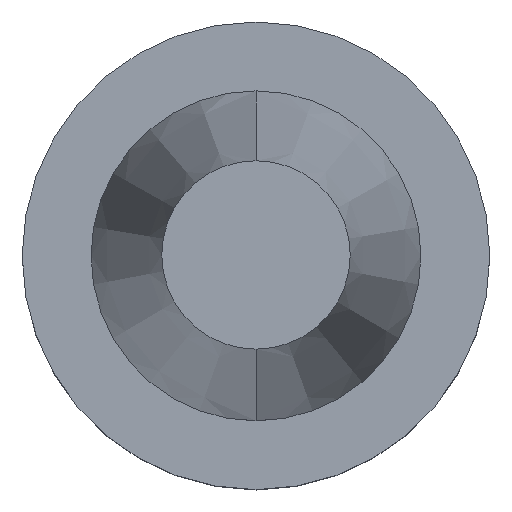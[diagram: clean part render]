
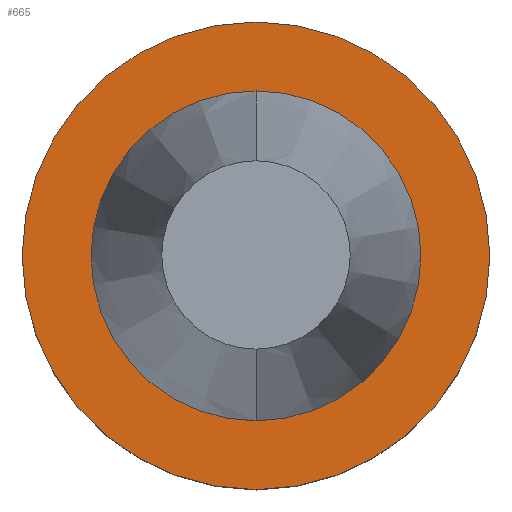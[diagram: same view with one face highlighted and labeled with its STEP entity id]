
A CAD part, top view. The second image highlights one B-rep face of the part: STEP entity #665.
In plain terms, the highlighted planar face has unit normal (0, 0, 1).
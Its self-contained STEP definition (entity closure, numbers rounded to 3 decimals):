
#5 = EDGE_LOOP ( 'NONE', ( #564, #616 ) ) ;
#11 = CARTESIAN_POINT ( 'NONE',  ( 0., 31.5, -1. ) ) ;
#16 = VERTEX_POINT ( 'NONE', #11 ) ;
#22 = DIRECTION ( 'NONE',  ( 0., 0., 1. ) ) ;
#34 = VERTEX_POINT ( 'NONE', #556 ) ;
#51 = PLANE ( 'NONE',  #286 ) ;
#58 = CIRCLE ( 'NONE', #160, 31.5 ) ;
#81 = AXIS2_PLACEMENT_3D ( 'NONE', #357, #183, #108 ) ;
#108 = DIRECTION ( 'NONE',  ( 0., -1., 0. ) ) ;
#122 = EDGE_CURVE ( 'NONE', #16, #593, #58, .T. ) ;
#123 = DIRECTION ( 'NONE',  ( 0., 1., 0. ) ) ;
#160 = AXIS2_PLACEMENT_3D ( 'NONE', #698, #390, #219 ) ;
#161 = AXIS2_PLACEMENT_3D ( 'NONE', #342, #22, #624 ) ;
#165 = ORIENTED_EDGE ( 'NONE', *, *, #563, .F. ) ;
#180 = EDGE_LOOP ( 'NONE', ( #318, #165 ) ) ;
#183 = DIRECTION ( 'NONE',  ( 0., 0., 1. ) ) ;
#219 = DIRECTION ( 'NONE',  ( 0., -1., 0. ) ) ;
#239 = FACE_BOUND ( 'NONE', #180, .T. ) ;
#259 = AXIS2_PLACEMENT_3D ( 'NONE', #580, #584, #264 ) ;
#264 = DIRECTION ( 'NONE',  ( 0., -1., 0. ) ) ;
#286 = AXIS2_PLACEMENT_3D ( 'NONE', #702, #358, #123 ) ;
#300 = FACE_OUTER_BOUND ( 'NONE', #5, .T. ) ;
#318 = ORIENTED_EDGE ( 'NONE', *, *, #326, .F. ) ;
#326 = EDGE_CURVE ( 'NONE', #676, #34, #486, .T. ) ;
#342 = CARTESIAN_POINT ( 'NONE',  ( 0., 0., -1. ) ) ;
#356 = CARTESIAN_POINT ( 'NONE',  ( 0., -22.225, -1. ) ) ;
#357 = CARTESIAN_POINT ( 'NONE',  ( 0., 0., -1. ) ) ;
#358 = DIRECTION ( 'NONE',  ( 0., 0., -1. ) ) ;
#390 = DIRECTION ( 'NONE',  ( 0., 0., 1. ) ) ;
#486 = CIRCLE ( 'NONE', #81, 22.225 ) ;
#556 = CARTESIAN_POINT ( 'NONE',  ( 0., 22.225, -1. ) ) ;
#563 = EDGE_CURVE ( 'NONE', #34, #676, #719, .T. ) ;
#564 = ORIENTED_EDGE ( 'NONE', *, *, #565, .T. ) ;
#565 = EDGE_CURVE ( 'NONE', #593, #16, #601, .T. ) ;
#580 = CARTESIAN_POINT ( 'NONE',  ( 0., 0., -1. ) ) ;
#584 = DIRECTION ( 'NONE',  ( 0., 0., 1. ) ) ;
#593 = VERTEX_POINT ( 'NONE', #598 ) ;
#598 = CARTESIAN_POINT ( 'NONE',  ( 0., -31.5, -1. ) ) ;
#601 = CIRCLE ( 'NONE', #259, 31.5 ) ;
#616 = ORIENTED_EDGE ( 'NONE', *, *, #122, .T. ) ;
#624 = DIRECTION ( 'NONE',  ( 0., -1., 0. ) ) ;
#665 = ADVANCED_FACE ( 'NONE', ( #239, #300 ), #51, .F. ) ;
#676 = VERTEX_POINT ( 'NONE', #356 ) ;
#698 = CARTESIAN_POINT ( 'NONE',  ( 0., 0., -1. ) ) ;
#702 = CARTESIAN_POINT ( 'NONE',  ( 0., 31.5, -1. ) ) ;
#719 = CIRCLE ( 'NONE', #161, 22.225 ) ;
